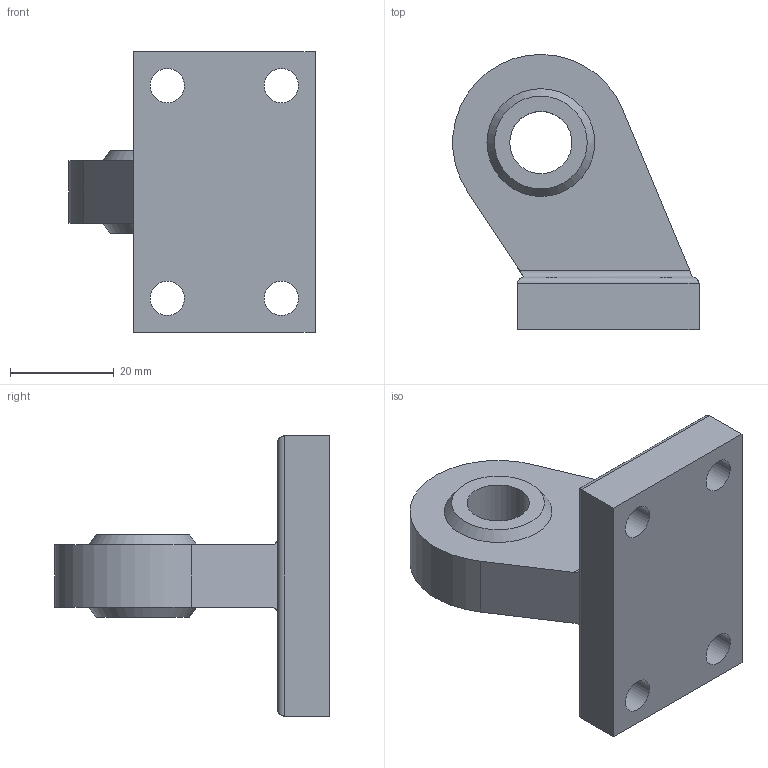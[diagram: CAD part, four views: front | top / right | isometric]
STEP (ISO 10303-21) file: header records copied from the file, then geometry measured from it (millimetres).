
FILE_DESCRIPTION(/* description */ ('STEP AP214'),/* implementation_level */ '2;1');
FILE_NAME(/* name */ '31741_LSNG-40',/* time_stamp */ '2024-09-04T16:10:12+02:00',/* author */ ('License CC BY-ND 4.0'),/* organization */ ('CADENAS'),/* preprocessor_version */ 'ST-DEVELOPER v19.3',/* originating_system */ 'PARTsolutions',/* authorisation */ ' ');
FILE_SCHEMA (('AUTOMOTIVE_DESIGN {1 0 10303 214 3 1 1}'));
Length unit declared in the file: millimetre
Products named in the file (1): 31741 LSNG- 40 (0)
Bounding box: 47.44 x 53 x 54 mm (x, y, z)
Volume: 32737 mm3; surface area: 10322.9 mm2
Topology: 1 solids, 1 shells, 39 faces, 103 edges, 68 vertices
Faces by surface type: plane 21, cylinder 16, sphere 2
Full cylindrical faces by diameter (mm): 6.6 x4, 11 x4, 12 x1
Entity records: 1138 total; most frequent: CARTESIAN_POINT 212, DIRECTION 190, ORIENTED_EDGE 164, EDGE_CURVE 82, AXIS2_PLACEMENT_3D 76, EDGE_LOOP 62, FACE_BOUND 62, VERTEX_POINT 58
